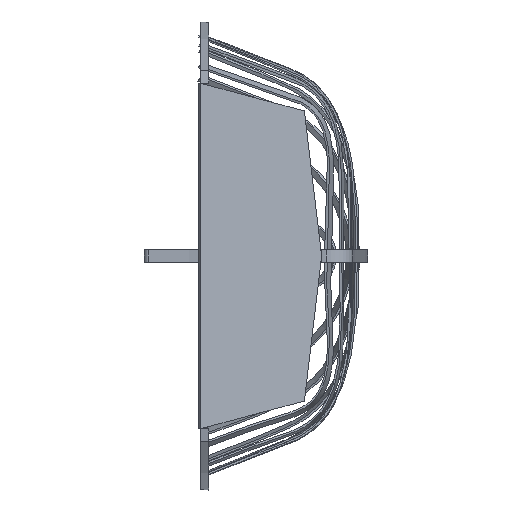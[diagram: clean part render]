
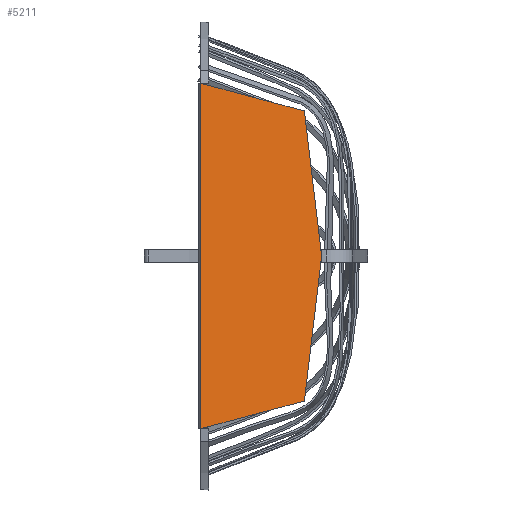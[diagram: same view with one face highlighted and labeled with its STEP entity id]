
A CAD part, left-side view. The second image highlights one B-rep face of the part: STEP entity #5211.
In plain terms, the highlighted planar face has unit normal (-0.966, -0.259, 0).
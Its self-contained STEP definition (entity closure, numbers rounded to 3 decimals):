
#143 = CARTESIAN_POINT ( 'NONE',  ( -2540., -508., 0. ) ) ;
#178 = CARTESIAN_POINT ( 'NONE',  ( -2473.648, -755.629, 346.337 ) ) ;
#188 = AXIS2_PLACEMENT_3D ( 'NONE', #4122, #541, #2796 ) ;
#200 = VERTEX_POINT ( 'NONE', #5681 ) ;
#236 = VECTOR ( 'NONE', #2638, 1000. ) ;
#287 = DIRECTION ( 'NONE',  ( -0.251, 0.935, -0.251 ) ) ;
#347 = LINE ( 'NONE', #178, #3661 ) ;
#435 = ORIENTED_EDGE ( 'NONE', *, *, #2683, .F. ) ;
#491 = VERTEX_POINT ( 'NONE', #1953 ) ;
#535 = CARTESIAN_POINT ( 'NONE',  ( -2580.835, -355.6, -453.542 ) ) ;
#541 = DIRECTION ( 'NONE',  ( 0.966, 0.259, 0. ) ) ;
#680 = CARTESIAN_POINT ( 'NONE',  ( -2608.059, -254.001, 480.771 ) ) ;
#699 = DIRECTION ( 'NONE',  ( 0.251, -0.935, -0.251 ) ) ;
#787 = EDGE_CURVE ( 'NONE', #491, #5245, #347, .T. ) ;
#861 = VERTEX_POINT ( 'NONE', #3879 ) ;
#977 = VECTOR ( 'NONE', #1159, 1000. ) ;
#994 = PLANE ( 'NONE',  #188 ) ;
#1030 = ORIENTED_EDGE ( 'NONE', *, *, #787, .F. ) ;
#1090 = VECTOR ( 'NONE', #1307, 1000. ) ;
#1095 = CARTESIAN_POINT ( 'NONE',  ( -2473.648, -755.63, 346.333 ) ) ;
#1099 = VERTEX_POINT ( 'NONE', #143 ) ;
#1159 = DIRECTION ( 'NONE',  ( 0.251, -0.935, -0.251 ) ) ;
#1190 = LINE ( 'NONE', #3856, #977 ) ;
#1198 = DIRECTION ( 'NONE',  ( -0.251, 0.935, -0.251 ) ) ;
#1307 = DIRECTION ( 'NONE',  ( -0.251, 0.935, -0.251 ) ) ;
#1586 = CARTESIAN_POINT ( 'NONE',  ( -2473.648, -755.629, -346.337 ) ) ;
#1642 = LINE ( 'NONE', #3939, #236 ) ;
#1674 = VECTOR ( 'NONE', #287, 1000. ) ;
#1769 = ORIENTED_EDGE ( 'NONE', *, *, #5030, .T. ) ;
#1944 = DIRECTION ( 'NONE',  ( -0.032, 0.118, -0.992 ) ) ;
#1953 = CARTESIAN_POINT ( 'NONE',  ( -2635.283, -152.4, 508. ) ) ;
#1972 = EDGE_CURVE ( 'NONE', #3180, #3298, #3312, .T. ) ;
#2126 = FACE_OUTER_BOUND ( 'NONE', #4067, .T. ) ;
#2269 = LINE ( 'NONE', #3096, #1090 ) ;
#2299 = LINE ( 'NONE', #1586, #1674 ) ;
#2306 = CARTESIAN_POINT ( 'NONE',  ( -2553.612, -457.2, -426.314 ) ) ;
#2417 = LINE ( 'NONE', #5521, #5087 ) ;
#2566 = EDGE_CURVE ( 'NONE', #861, #200, #1190, .T. ) ;
#2638 = DIRECTION ( 'NONE',  ( 0.032, -0.118, -0.992 ) ) ;
#2683 = EDGE_CURVE ( 'NONE', #3298, #2879, #2299, .T. ) ;
#2796 = DIRECTION ( 'NONE',  ( -0.259, 0.966, 0. ) ) ;
#2879 = VERTEX_POINT ( 'NONE', #4769 ) ;
#2898 = ORIENTED_EDGE ( 'NONE', *, *, #5589, .F. ) ;
#2973 = ORIENTED_EDGE ( 'NONE', *, *, #3610, .F. ) ;
#3026 = VERTEX_POINT ( 'NONE', #2306 ) ;
#3096 = CARTESIAN_POINT ( 'NONE',  ( -2473.648, -755.63, -346.334 ) ) ;
#3180 = VERTEX_POINT ( 'NONE', #535 ) ;
#3298 = VERTEX_POINT ( 'NONE', #3554 ) ;
#3312 = LINE ( 'NONE', #5182, #5692 ) ;
#3350 = DIRECTION ( 'NONE',  ( 0.251, -0.935, -0.251 ) ) ;
#3374 = VECTOR ( 'NONE', #699, 1000. ) ;
#3554 = CARTESIAN_POINT ( 'NONE',  ( -2608.059, -254.001, -480.771 ) ) ;
#3610 = EDGE_CURVE ( 'NONE', #5245, #861, #3650, .T. ) ;
#3618 = LINE ( 'NONE', #5321, #4692 ) ;
#3650 = LINE ( 'NONE', #1095, #3374 ) ;
#3661 = VECTOR ( 'NONE', #3350, 1000. ) ;
#3856 = CARTESIAN_POINT ( 'NONE',  ( -2473.648, -755.63, 346.334 ) ) ;
#3860 = ORIENTED_EDGE ( 'NONE', *, *, #4857, .F. ) ;
#3879 = CARTESIAN_POINT ( 'NONE',  ( -2580.835, -355.6, 453.542 ) ) ;
#3939 = CARTESIAN_POINT ( 'NONE',  ( -2539.353, -510.414, -20.258 ) ) ;
#4067 = EDGE_LOOP ( 'NONE', ( #1769, #435, #5073, #4975, #2898, #3860, #5668, #2973, #1030 ) ) ;
#4122 = CARTESIAN_POINT ( 'NONE',  ( -2496.852, -669.03, 0. ) ) ;
#4692 = VECTOR ( 'NONE', #5707, 1000. ) ;
#4769 = CARTESIAN_POINT ( 'NONE',  ( -2635.283, -152.4, -508. ) ) ;
#4857 = EDGE_CURVE ( 'NONE', #200, #1099, #1642, .T. ) ;
#4975 = ORIENTED_EDGE ( 'NONE', *, *, #5096, .F. ) ;
#5030 = EDGE_CURVE ( 'NONE', #491, #2879, #3618, .T. ) ;
#5073 = ORIENTED_EDGE ( 'NONE', *, *, #1972, .F. ) ;
#5087 = VECTOR ( 'NONE', #1944, 1000. ) ;
#5096 = EDGE_CURVE ( 'NONE', #3026, #3180, #2269, .T. ) ;
#5182 = CARTESIAN_POINT ( 'NONE',  ( -2473.648, -755.63, -346.333 ) ) ;
#5211 = ADVANCED_FACE ( 'NONE', ( #2126 ), #994, .F. ) ;
#5245 = VERTEX_POINT ( 'NONE', #680 ) ;
#5321 = CARTESIAN_POINT ( 'NONE',  ( -2635.283, -152.4, 0. ) ) ;
#5521 = CARTESIAN_POINT ( 'NONE',  ( -2539.353, -510.414, 20.258 ) ) ;
#5589 = EDGE_CURVE ( 'NONE', #1099, #3026, #2417, .T. ) ;
#5668 = ORIENTED_EDGE ( 'NONE', *, *, #2566, .F. ) ;
#5681 = CARTESIAN_POINT ( 'NONE',  ( -2553.612, -457.2, 426.314 ) ) ;
#5692 = VECTOR ( 'NONE', #1198, 1000. ) ;
#5707 = DIRECTION ( 'NONE',  ( 0., 0., -1. ) ) ;
